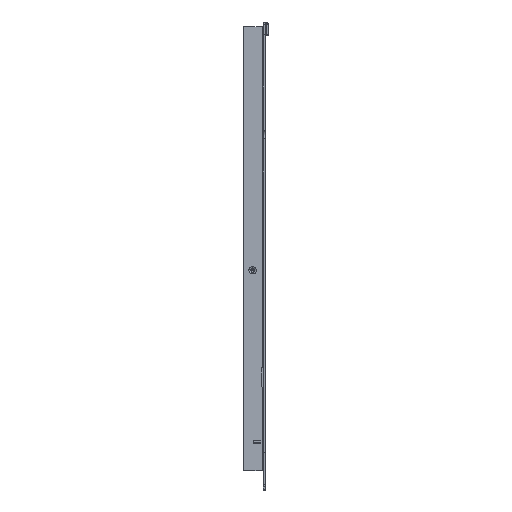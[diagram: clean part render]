
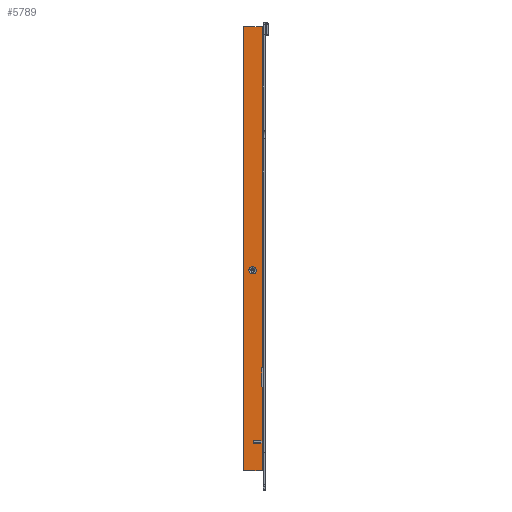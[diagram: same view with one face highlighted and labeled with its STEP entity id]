
A CAD part, top view. The second image highlights one B-rep face of the part: STEP entity #5789.
In plain terms, the highlighted planar face has unit normal (0, 0, 1).
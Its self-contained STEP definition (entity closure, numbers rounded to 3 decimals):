
#1882=DIRECTION('',(0.,-1.,0.));
#1883=VECTOR('',#1882,329.3);
#1884=CARTESIAN_POINT('',(-2.5,341.5,-135.5));
#1885=LINE('',#1884,#1883);
#1900=DIRECTION('',(-1.,0.,0.));
#1901=VECTOR('',#1900,13.5);
#1902=CARTESIAN_POINT('',(-2.5,12.2,-135.5));
#1903=LINE('',#1902,#1901);
#1904=DIRECTION('',(0.,1.,0.));
#1905=VECTOR('',#1904,329.3);
#1906=CARTESIAN_POINT('',(-16.,12.2,-135.5));
#1907=LINE('',#1906,#1905);
#1908=DIRECTION('',(1.,0.,0.));
#1909=VECTOR('',#1908,13.5);
#1910=CARTESIAN_POINT('',(-16.,341.5,-135.5));
#1911=LINE('',#1910,#1909);
#1912=CARTESIAN_POINT('',(-9.5,161.,-135.5));
#1913=DIRECTION('',(0.,0.,1.));
#1914=DIRECTION('',(0.,1.,0.));
#1915=AXIS2_PLACEMENT_3D('',#1912,#1913,#1914);
#1917=CARTESIAN_POINT('',(-9.5,161.,-135.5));
#1918=DIRECTION('',(0.,0.,1.));
#1919=DIRECTION('',(0.,-1.,0.));
#1920=AXIS2_PLACEMENT_3D('',#1917,#1918,#1919);
#3460=CARTESIAN_POINT('',(-2.5,12.2,-135.5));
#3461=CARTESIAN_POINT('',(-16.,12.2,-135.5));
#3462=VERTEX_POINT('',#3460);
#3463=VERTEX_POINT('',#3461);
#3464=CARTESIAN_POINT('',(-16.,341.5,-135.5));
#3465=VERTEX_POINT('',#3464);
#3466=CARTESIAN_POINT('',(-2.5,341.5,-135.5));
#3467=VERTEX_POINT('',#3466);
#4400=CARTESIAN_POINT('',(-9.5,163.75,-135.5));
#4401=CARTESIAN_POINT('',(-9.5,158.25,-135.5));
#4402=VERTEX_POINT('',#4400);
#4403=VERTEX_POINT('',#4401);
#5772=CARTESIAN_POINT('',(0.,90.442,-135.5));
#5773=DIRECTION('',(0.,0.,-1.));
#5774=DIRECTION('',(0.,1.,0.));
#5775=AXIS2_PLACEMENT_3D('',#5772,#5773,#5774);
#5776=PLANE('',#5775);
#5777=ORIENTED_EDGE('',*,*,#4465,.T.);
#5778=ORIENTED_EDGE('',*,*,#4480,.T.);
#5779=ORIENTED_EDGE('',*,*,#4494,.T.);
#5780=ORIENTED_EDGE('',*,*,#5764,.T.);
#5781=EDGE_LOOP('',(#5777,#5778,#5779,#5780));
#5782=FACE_OUTER_BOUND('',#5781,.F.);
#5784=ORIENTED_EDGE('',*,*,#5783,.T.);
#5786=ORIENTED_EDGE('',*,*,#5785,.T.);
#5787=EDGE_LOOP('',(#5784,#5786));
#5788=FACE_BOUND('',#5787,.F.);
#5789=ADVANCED_FACE('',(#5782,#5788),#5776,.F.);
#1916=CIRCLE('',#1915,2.75);
#1921=CIRCLE('',#1920,2.75);
#4465=EDGE_CURVE('',#3462,#3463,#1903,.T.);
#4480=EDGE_CURVE('',#3463,#3465,#1907,.T.);
#4494=EDGE_CURVE('',#3465,#3467,#1911,.T.);
#5764=EDGE_CURVE('',#3467,#3462,#1885,.T.);
#5783=EDGE_CURVE('',#4402,#4403,#1916,.T.);
#5785=EDGE_CURVE('',#4403,#4402,#1921,.T.);
